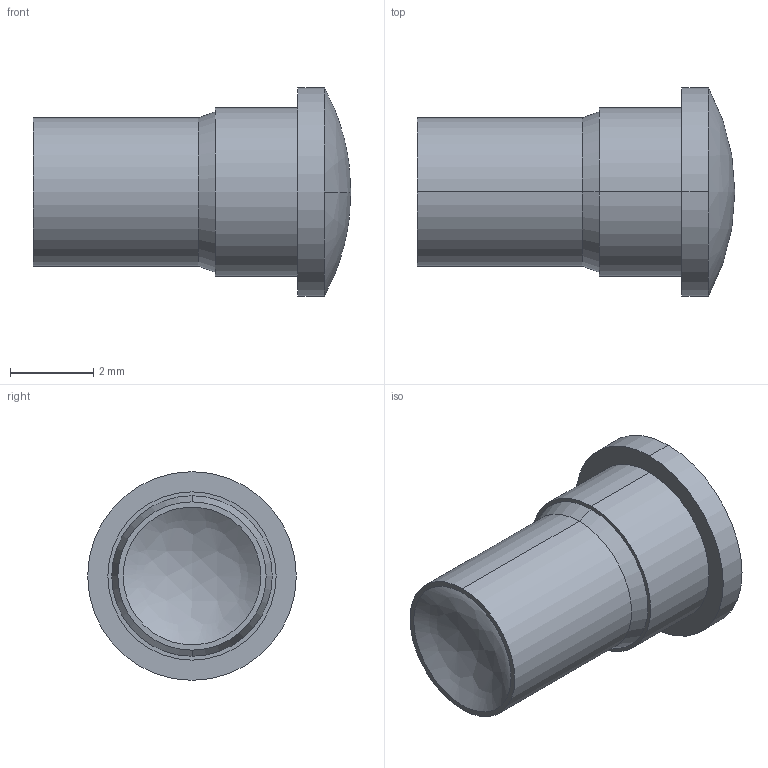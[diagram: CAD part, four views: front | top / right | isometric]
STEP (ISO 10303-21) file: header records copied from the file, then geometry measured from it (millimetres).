
FILE_DESCRIPTION (( 'STEP AP203' ), '1' );
FILE_NAME ('LFC025CTP.STEP', '2017-02-02T21:46:29', ( '' ), ( '' ), 'SwSTEP 2.0', 'SolidWorks 2016', '' );
FILE_SCHEMA (( 'CONFIG_CONTROL_DESIGN' ));
Length unit declared in the file: inch
Products named in the file (1): LFC025CTP
Bounding box: 7.62 x 5 x 5 mm (x, y, z)
Volume: 85.5 mm3; surface area: 124.3 mm2
Topology: 1 solids, 1 shells, 14 faces, 27 edges, 18 vertices
Faces by surface type: cylinder 6, bspline 3, plane 3, cone 2
Entity records: 526 total; most frequent: CARTESIAN_POINT 155, DIRECTION 66, ORIENTED_EDGE 54, AXIS2_PLACEMENT_3D 29, EDGE_CURVE 27, VERTEX_POINT 18, CIRCLE 17, EDGE_LOOP 17
